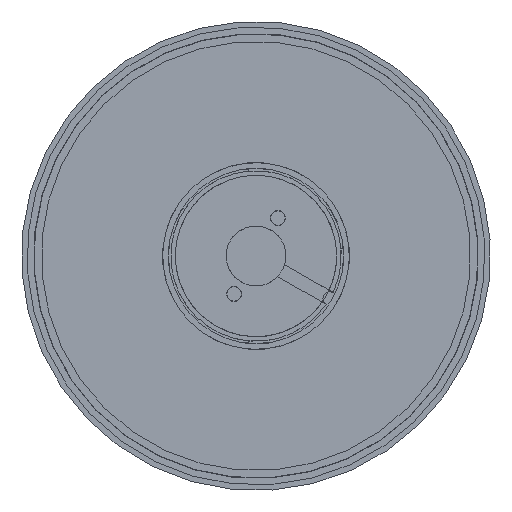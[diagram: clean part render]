
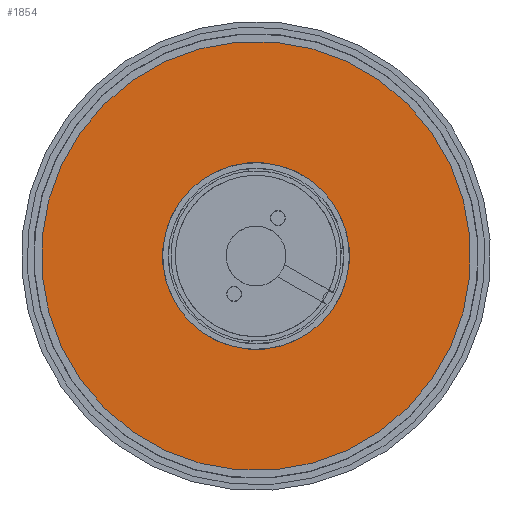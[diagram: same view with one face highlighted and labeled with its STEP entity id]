
A CAD part, front view. The second image highlights one B-rep face of the part: STEP entity #1854.
In plain terms, the highlighted planar face has unit normal (0, -1, 0).
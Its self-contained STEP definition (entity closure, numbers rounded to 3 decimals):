
#129 = CIRCLE ( 'NONE', #547, 93.1 ) ;
#393 = ORIENTED_EDGE ( 'NONE', *, *, #1421, .T. ) ;
#547 = AXIS2_PLACEMENT_3D ( 'NONE', #1397, #11620, #7098 ) ;
#709 = CARTESIAN_POINT ( 'NONE',  ( 0., 0., 0. ) ) ;
#976 = EDGE_LOOP ( 'NONE', ( #3961, #9747 ) ) ;
#1098 = CARTESIAN_POINT ( 'NONE',  ( 0., 0., 0. ) ) ;
#1194 = CARTESIAN_POINT ( 'NONE',  ( 0., 0., 0. ) ) ;
#1397 = CARTESIAN_POINT ( 'NONE',  ( 0., 0., 0. ) ) ;
#1421 = EDGE_CURVE ( 'NONE', #3653, #9757, #7434, .T. ) ;
#1763 = VERTEX_POINT ( 'NONE', #5122 ) ;
#1854 = ADVANCED_FACE ( 'NONE', ( #10852, #4251 ), #5855, .F. ) ;
#2251 = AXIS2_PLACEMENT_3D ( 'NONE', #1098, #11255, #6626 ) ;
#2348 = DIRECTION ( 'NONE',  ( 0., 0., 1. ) ) ;
#2597 = ORIENTED_EDGE ( 'NONE', *, *, #10300, .T. ) ;
#2652 = VERTEX_POINT ( 'NONE', #11259 ) ;
#3593 = DIRECTION ( 'NONE',  ( 0., 0., 1. ) ) ;
#3653 = VERTEX_POINT ( 'NONE', #4941 ) ;
#3961 = ORIENTED_EDGE ( 'NONE', *, *, #7406, .F. ) ;
#4013 = DIRECTION ( 'NONE',  ( 0., 0., 1. ) ) ;
#4251 = FACE_BOUND ( 'NONE', #9111, .T. ) ;
#4941 = CARTESIAN_POINT ( 'NONE',  ( 0., 0., 40.5 ) ) ;
#5122 = CARTESIAN_POINT ( 'NONE',  ( 0., 0., 93.1 ) ) ;
#5855 = PLANE ( 'NONE',  #11006 ) ;
#6267 = AXIS2_PLACEMENT_3D ( 'NONE', #10738, #9016, #4013 ) ;
#6626 = DIRECTION ( 'NONE',  ( 0., 0., 1. ) ) ;
#7098 = DIRECTION ( 'NONE',  ( 0., 0., 1. ) ) ;
#7406 = EDGE_CURVE ( 'NONE', #2652, #1763, #9528, .T. ) ;
#7434 = CIRCLE ( 'NONE', #6267, 40.5 ) ;
#7597 = CIRCLE ( 'NONE', #9377, 40.5 ) ;
#9016 = DIRECTION ( 'NONE',  ( 0., 1., 0. ) ) ;
#9111 = EDGE_LOOP ( 'NONE', ( #2597, #393 ) ) ;
#9377 = AXIS2_PLACEMENT_3D ( 'NONE', #709, #10182, #3593 ) ;
#9528 = CIRCLE ( 'NONE', #2251, 93.1 ) ;
#9747 = ORIENTED_EDGE ( 'NONE', *, *, #11354, .F. ) ;
#9757 = VERTEX_POINT ( 'NONE', #11054 ) ;
#10182 = DIRECTION ( 'NONE',  ( 0., 1., 0. ) ) ;
#10300 = EDGE_CURVE ( 'NONE', #9757, #3653, #7597, .T. ) ;
#10738 = CARTESIAN_POINT ( 'NONE',  ( 0., 0., 0. ) ) ;
#10852 = FACE_OUTER_BOUND ( 'NONE', #976, .T. ) ;
#11006 = AXIS2_PLACEMENT_3D ( 'NONE', #1194, #11601, #2348 ) ;
#11054 = CARTESIAN_POINT ( 'NONE',  ( 0., 0., -40.5 ) ) ;
#11255 = DIRECTION ( 'NONE',  ( 0., 1., 0. ) ) ;
#11259 = CARTESIAN_POINT ( 'NONE',  ( 0., 0., -93.1 ) ) ;
#11354 = EDGE_CURVE ( 'NONE', #1763, #2652, #129, .T. ) ;
#11601 = DIRECTION ( 'NONE',  ( 0., 1., 0. ) ) ;
#11620 = DIRECTION ( 'NONE',  ( 0., 1., 0. ) ) ;
